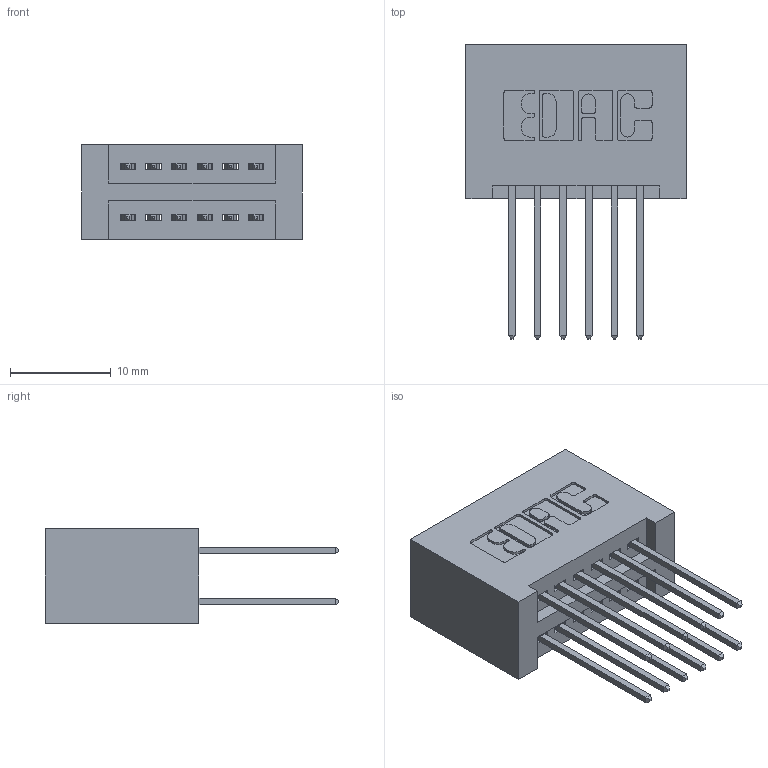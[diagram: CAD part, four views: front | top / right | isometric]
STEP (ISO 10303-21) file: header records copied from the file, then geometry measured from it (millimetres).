
FILE_DESCRIPTION (( 'STEP AP203' ), '1' );
FILE_NAME ('395-012-540-201.STEP', '2019-10-15T12:58:34', ( '' ), ( '' ), 'SwSTEP 2.0', 'SolidWorks 2016', '' );
FILE_SCHEMA (( 'CONFIG_CONTROL_DESIGN' ));
Length unit declared in the file: inch
Products named in the file (3): 345 Part_No Mounting Lugs; 345-292-001_345-293-140; 395-012-540-201
Assembly tree (13 placements, depth 2):
  395-012-540-201
    345 Part_No Mounting Lugs
    345-292-001_345-293-140  x12
Bounding box: 21.84 x 29.13 x 9.4 mm (x, y, z)
Volume: 2449.2 mm3; surface area: 3437.4 mm2
Topology: 13 solids, 13 shells, 718 faces, 2105 edges, 1386 vertices
Faces by surface type: plane 472, cylinder 246
Entity records: 9295 total; most frequent: CARTESIAN_POINT 1592, ORIENTED_EDGE 1526, DIRECTION 1443, EDGE_CURVE 763, VECTOR 615, LINE 615, VERTEX_POINT 506, AXIS2_PLACEMENT_3D 414
